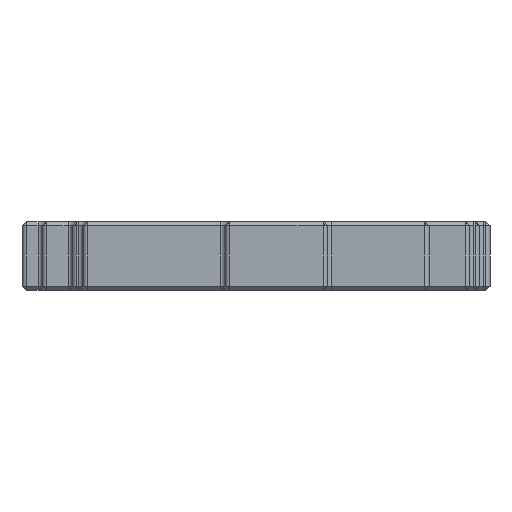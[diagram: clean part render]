
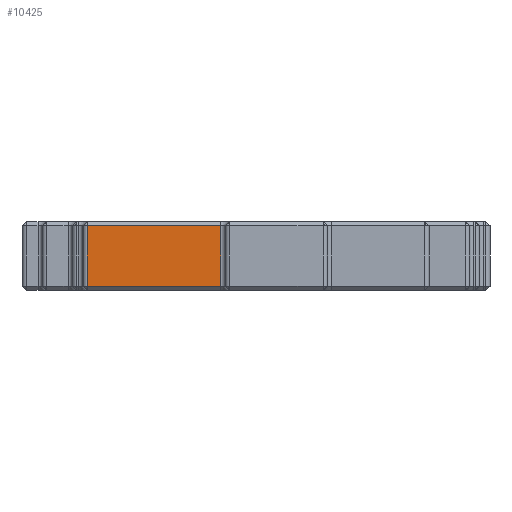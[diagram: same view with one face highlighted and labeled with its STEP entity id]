
A CAD part, left-side view. The second image highlights one B-rep face of the part: STEP entity #10425.
In plain terms, the highlighted planar face has unit normal (-1, 0, 0).
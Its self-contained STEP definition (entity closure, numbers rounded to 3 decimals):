
#980=FACE_OUTER_BOUND('',#1568,.T.);
#1568=EDGE_LOOP('',(#7349,#7350,#7351,#7352));
#2280=LINE('',#15686,#3377);
#2325=LINE('',#15812,#3422);
#2326=LINE('',#15816,#3423);
#2327=LINE('',#15817,#3424);
#3377=VECTOR('',#12460,10.);
#3422=VECTOR('',#12605,10.);
#3423=VECTOR('',#12610,10.);
#3424=VECTOR('',#12611,10.);
#4447=VERTEX_POINT('',#15680);
#4449=VERTEX_POINT('',#15684);
#4480=VERTEX_POINT('',#15811);
#4481=VERTEX_POINT('',#15815);
#5529=EDGE_CURVE('',#4449,#4447,#2280,.T.);
#5592=EDGE_CURVE('',#4447,#4480,#2325,.T.);
#5594=EDGE_CURVE('',#4449,#4481,#2326,.T.);
#5595=EDGE_CURVE('',#4480,#4481,#2327,.T.);
#7349=ORIENTED_EDGE('',*,*,#5529,.F.);
#7350=ORIENTED_EDGE('',*,*,#5594,.T.);
#7351=ORIENTED_EDGE('',*,*,#5595,.F.);
#7352=ORIENTED_EDGE('',*,*,#5592,.F.);
#10070=PLANE('',#11109);
#10425=ADVANCED_FACE('',(#980),#10070,.T.);
#11109=AXIS2_PLACEMENT_3D('',#15814,#12608,#12609);
#12460=DIRECTION('',(0.,1.,0.));
#12605=DIRECTION('',(0.,0.,1.));
#12608=DIRECTION('center_axis',(-1.,0.,0.));
#12609=DIRECTION('ref_axis',(0.,-1.,0.));
#12610=DIRECTION('',(0.,0.,1.));
#12611=DIRECTION('',(0.,-1.,0.));
#15680=CARTESIAN_POINT('',(40.599,113.552,27.4));
#15684=CARTESIAN_POINT('',(40.599,82.214,27.4));
#15686=CARTESIAN_POINT('',(40.599,93.764,27.4));
#15811=CARTESIAN_POINT('',(40.599,113.552,41.5));
#15812=CARTESIAN_POINT('',(40.599,113.552,35.));
#15814=CARTESIAN_POINT('Origin',(40.599,113.552,35.));
#15815=CARTESIAN_POINT('',(40.599,82.214,41.5));
#15816=CARTESIAN_POINT('',(40.599,82.214,35.));
#15817=CARTESIAN_POINT('',(40.599,93.764,41.5));
